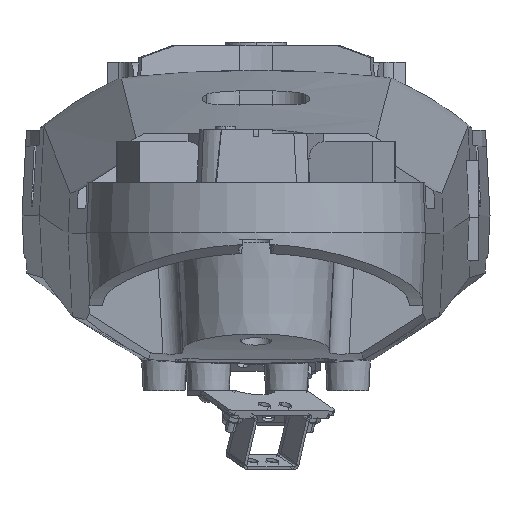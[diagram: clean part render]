
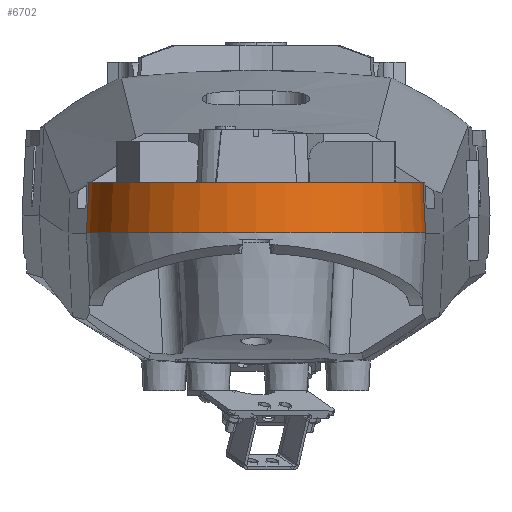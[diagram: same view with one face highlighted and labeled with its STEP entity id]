
A CAD part, top view. The second image highlights one B-rep face of the part: STEP entity #6702.
In plain terms, the highlighted conical face has half-angle 3 degrees and reference radius 101.5 mm.
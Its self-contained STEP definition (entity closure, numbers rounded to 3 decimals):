
#579 = VERTEX_POINT ( 'NONE', #1523 ) ;
#661 = ORIENTED_EDGE ( 'NONE', *, *, #21363, .F. ) ;
#750 = VERTEX_POINT ( 'NONE', #3345 ) ;
#1523 = CARTESIAN_POINT ( 'NONE',  ( 276.437, -171.2, 1593.569 ) ) ;
#2412 = CARTESIAN_POINT ( 'NONE',  ( 275.652, -156.2, 1593.541 ) ) ;
#2833 = CIRCLE ( 'NONE', #14346, 101.5 ) ;
#3055 = CARTESIAN_POINT ( 'NONE',  ( 73.563, -171.2, 1593.569 ) ) ;
#3065 = ORIENTED_EDGE ( 'NONE', *, *, #11050, .F. ) ;
#3345 = CARTESIAN_POINT ( 'NONE',  ( 274.89, -141.2, 1592.755 ) ) ;
#4202 = VERTEX_POINT ( 'NONE', #10839 ) ;
#6702 = ADVANCED_FACE ( 'NONE', ( #12665 ), #9508, .T. ) ;
#8404 = VECTOR ( 'NONE', #17798, 1000. ) ;
#8506 = CARTESIAN_POINT ( 'NONE',  ( 74.348, -156.2, 1593.541 ) ) ;
#8515 = LINE ( 'NONE', #17827, #8404 ) ;
#8710 = LINE ( 'NONE', #16076, #8896 ) ;
#8896 = VECTOR ( 'NONE', #16000, 1000. ) ;
#8995 = DIRECTION ( 'NONE',  ( 0., -1., 0. ) ) ;
#9063 = DIRECTION ( 'NONE',  ( 0., 0., -1. ) ) ;
#9355 = CARTESIAN_POINT ( 'NONE',  ( 175., -171.2, 1590. ) ) ;
#9508 = CONICAL_SURFACE ( 'NONE', #24546, 101.5, 0.052 ) ;
#10257 = CIRCLE ( 'NONE', #10592, 99.928 ) ;
#10592 = AXIS2_PLACEMENT_3D ( 'NONE', #15572, #15512, #15479 ) ;
#10839 = CARTESIAN_POINT ( 'NONE',  ( 75.11, -141.2, 1592.755 ) ) ;
#11050 = EDGE_CURVE ( 'NONE', #4202, #750, #10257, .T. ) ;
#12665 = FACE_OUTER_BOUND ( 'NONE', #31450, .T. ) ;
#13178 = EDGE_CURVE ( 'NONE', #579, #30270, #2833, .T. ) ;
#13613 = ORIENTED_EDGE ( 'NONE', *, *, #19978, .T. ) ;
#14346 = AXIS2_PLACEMENT_3D ( 'NONE', #9355, #8995, #9063 ) ;
#15479 = DIRECTION ( 'NONE',  ( -1., 0., 0. ) ) ;
#15512 = DIRECTION ( 'NONE',  ( 0., 1., 0. ) ) ;
#15572 = CARTESIAN_POINT ( 'NONE',  ( 175., -141.2, 1590. ) ) ;
#15966 = DIRECTION ( 'NONE',  ( 0., 0., -1. ) ) ;
#15995 = CARTESIAN_POINT ( 'NONE',  ( 175., -171.2, 1590. ) ) ;
#16000 = DIRECTION ( 'NONE',  ( -0.052, 0.999, -0.002 ) ) ;
#16076 = CARTESIAN_POINT ( 'NONE',  ( 276.437, -171.2, 1593.569 ) ) ;
#16125 = DIRECTION ( 'NONE',  ( 0., -1., 0. ) ) ;
#17798 = DIRECTION ( 'NONE',  ( 0.052, 0.999, -0.002 ) ) ;
#17827 = CARTESIAN_POINT ( 'NONE',  ( 73.563, -171.2, 1593.569 ) ) ;
#19789 = ORIENTED_EDGE ( 'NONE', *, *, #21370, .F. ) ;
#19800 = EDGE_CURVE ( 'NONE', #30270, #20507, #8515, .T. ) ;
#19978 = EDGE_CURVE ( 'NONE', #579, #30799, #8710, .T. ) ;
#20507 = VERTEX_POINT ( 'NONE', #8506 ) ;
#21363 = EDGE_CURVE ( 'NONE', #750, #30799, #27331, .T. ) ;
#21370 = EDGE_CURVE ( 'NONE', #20507, #4202, #30431, .T. ) ;
#21525 = CARTESIAN_POINT ( 'NONE',  ( 75.11, -141.2, 1592.755 ) ) ;
#21632 = CARTESIAN_POINT ( 'NONE',  ( 74.855, -146.2, 1593.017 ) ) ;
#21673 = CARTESIAN_POINT ( 'NONE',  ( 74.601, -151.2, 1593.279 ) ) ;
#22141 = CARTESIAN_POINT ( 'NONE',  ( 74.348, -156.2, 1593.541 ) ) ;
#22343 = CARTESIAN_POINT ( 'NONE',  ( 275.652, -156.2, 1593.541 ) ) ;
#22511 = CARTESIAN_POINT ( 'NONE',  ( 275.399, -151.2, 1593.279 ) ) ;
#22800 = ORIENTED_EDGE ( 'NONE', *, *, #19800, .F. ) ;
#22859 = CARTESIAN_POINT ( 'NONE',  ( 275.145, -146.2, 1593.017 ) ) ;
#23434 = CARTESIAN_POINT ( 'NONE',  ( 274.89, -141.2, 1592.755 ) ) ;
#24546 = AXIS2_PLACEMENT_3D ( 'NONE', #15995, #16125, #15966 ) ;
#27331 = B_SPLINE_CURVE_WITH_KNOTS ( 'NONE', 3,
 ( #23434, #22859, #22511, #22343 ),
 .UNSPECIFIED., .F., .F.,
 ( 4, 4 ),
 ( 0., 0.015 ),
 .UNSPECIFIED. ) ;
#28821 = ORIENTED_EDGE ( 'NONE', *, *, #13178, .F. ) ;
#30270 = VERTEX_POINT ( 'NONE', #3055 ) ;
#30431 = B_SPLINE_CURVE_WITH_KNOTS ( 'NONE', 3,
 ( #22141, #21673, #21632, #21525 ),
 .UNSPECIFIED., .F., .F.,
 ( 4, 4 ),
 ( 0., 0.015 ),
 .UNSPECIFIED. ) ;
#30799 = VERTEX_POINT ( 'NONE', #2412 ) ;
#31450 = EDGE_LOOP ( 'NONE', ( #661, #3065, #19789, #22800, #28821, #13613 ) ) ;
